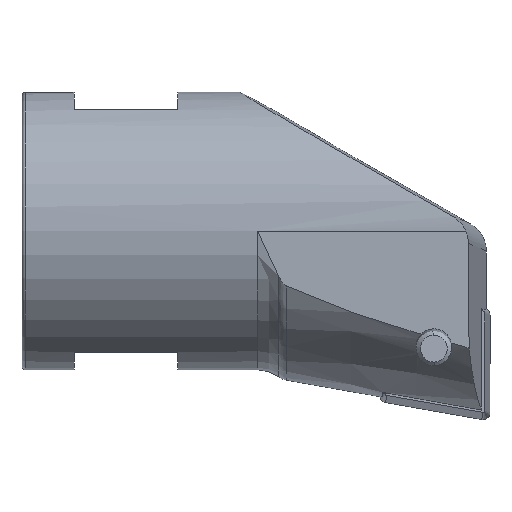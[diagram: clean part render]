
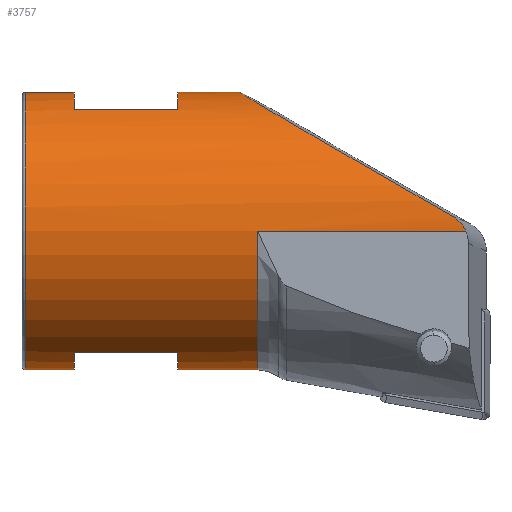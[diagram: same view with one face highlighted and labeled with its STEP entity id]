
A CAD part, front view. The second image highlights one B-rep face of the part: STEP entity #3757.
In plain terms, the highlighted cylindrical face has radius 8 mm (diameter 16 mm), a partial arc.
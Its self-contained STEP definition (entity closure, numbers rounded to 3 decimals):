
#45 = ORIENTED_EDGE ( 'NONE', *, *, #2333, .T. ) ;
#154 = CIRCLE ( 'NONE', #4167, 8. ) ;
#257 = CARTESIAN_POINT ( 'NONE',  ( -2.158, -7.954, 11.728 ) ) ;
#258 = CARTESIAN_POINT ( 'NONE',  ( -1.989, -7.965, 11.631 ) ) ;
#275 = B_SPLINE_CURVE_WITH_KNOTS ( 'NONE', 3,
 ( #2244, #3920, #924, #2958, #258, #1248 ),
 .UNSPECIFIED., .F., .F.,
 ( 4, 2, 4 ),
 ( 0., 0.001, 0.001 ),
 .UNSPECIFIED. ) ;
#286 = DIRECTION ( 'NONE',  ( 1., 0., 0. ) ) ;
#299 = CARTESIAN_POINT ( 'NONE',  ( -2.158, -7.954, 11.728 ) ) ;
#303 = CARTESIAN_POINT ( 'NONE',  ( -18., -3.873, 3.875 ) ) ;
#421 = DIRECTION ( 'NONE',  ( 0., 0., 1. ) ) ;
#447 = EDGE_CURVE ( 'NONE', #1815, #548, #1697, .T. ) ;
#458 = DIRECTION ( 'NONE',  ( 0., 0., 1. ) ) ;
#460 = VERTEX_POINT ( 'NONE', #3243 ) ;
#482 = ORIENTED_EDGE ( 'NONE', *, *, #3535, .T. ) ;
#521 = CYLINDRICAL_SURFACE ( 'NONE', #2057, 8. ) ;
#548 = VERTEX_POINT ( 'NONE', #2055 ) ;
#598 = CARTESIAN_POINT ( 'NONE',  ( -1.396, -8., 10.875 ) ) ;
#600 = CARTESIAN_POINT ( 'NONE',  ( -28.597, 0., 18.875 ) ) ;
#619 = ORIENTED_EDGE ( 'NONE', *, *, #3440, .F. ) ;
#654 = CARTESIAN_POINT ( 'NONE',  ( -14.411, 0., 18.875 ) ) ;
#761 = EDGE_CURVE ( 'NONE', #548, #1002, #2001, .T. ) ;
#793 = CARTESIAN_POINT ( 'NONE',  ( -28.597, 0., 10.875 ) ) ;
#804 = CARTESIAN_POINT ( 'NONE',  ( -24., 0., 2.875 ) ) ;
#837 = LINE ( 'NONE', #1133, #3367 ) ;
#896 = VECTOR ( 'NONE', #286, 1000. ) ;
#924 = CARTESIAN_POINT ( 'NONE',  ( -1.578, -7.994, 11.217 ) ) ;
#933 = ORIENTED_EDGE ( 'NONE', *, *, #1302, .T. ) ;
#958 = EDGE_CURVE ( 'NONE', #1410, #3776, #3497, .T. ) ;
#1002 = VERTEX_POINT ( 'NONE', #2623 ) ;
#1006 = EDGE_CURVE ( 'NONE', #2371, #1556, #2391, .T. ) ;
#1024 = VERTEX_POINT ( 'NONE', #303 ) ;
#1053 = VECTOR ( 'NONE', #2927, 1000. ) ;
#1133 = CARTESIAN_POINT ( 'NONE',  ( -15.171, -8., 10.875 ) ) ;
#1163 = EDGE_CURVE ( 'NONE', #1219, #2190, #154, .T. ) ;
#1177 = EDGE_CURVE ( 'NONE', #1556, #3310, #1244, .T. ) ;
#1219 = VERTEX_POINT ( 'NONE', #804 ) ;
#1244 = CIRCLE ( 'NONE', #3001, 8. ) ;
#1247 = CARTESIAN_POINT ( 'NONE',  ( -28.597, -3.873, 3.875 ) ) ;
#1248 = CARTESIAN_POINT ( 'NONE',  ( -2.158, -7.954, 11.728 ) ) ;
#1302 = EDGE_CURVE ( 'NONE', #1410, #460, #3262, .T. ) ;
#1323 = CARTESIAN_POINT ( 'NONE',  ( -24., 0., 10.875 ) ) ;
#1334 = ORIENTED_EDGE ( 'NONE', *, *, #1177, .F. ) ;
#1387 = CARTESIAN_POINT ( 'NONE',  ( -24., -3.873, 17.875 ) ) ;
#1409 = DIRECTION ( 'NONE',  ( -1., 0., 0. ) ) ;
#1410 = VERTEX_POINT ( 'NONE', #2879 ) ;
#1420 = DIRECTION ( 'NONE',  ( -1., 0., 0. ) ) ;
#1473 = DIRECTION ( 'NONE',  ( 0., 0., -1. ) ) ;
#1544 = AXIS2_PLACEMENT_3D ( 'NONE', #1748, #1777, #1792 ) ;
#1556 = VERTEX_POINT ( 'NONE', #2869 ) ;
#1566 = EDGE_CURVE ( 'NONE', #2664, #3310, #2432, .T. ) ;
#1567 = ORIENTED_EDGE ( 'NONE', *, *, #1006, .F. ) ;
#1580 = VECTOR ( 'NONE', #4273, 1000. ) ;
#1597 = ORIENTED_EDGE ( 'NONE', *, *, #761, .T. ) ;
#1697 = LINE ( 'NONE', #600, #1580 ) ;
#1748 = CARTESIAN_POINT ( 'NONE',  ( -18., 0., 10.875 ) ) ;
#1763 = FACE_OUTER_BOUND ( 'NONE', #2625, .T. ) ;
#1771 =( BOUNDED_CURVE ( )  B_SPLINE_CURVE ( 3, ( #654, #3266, #2309, #299 ),
 .UNSPECIFIED., .F., .T. ) 
 B_SPLINE_CURVE_WITH_KNOTS ( ( 4, 4 ),
 ( 6.265, 7.729 ),
 .UNSPECIFIED. ) 
 CURVE ( )  GEOMETRIC_REPRESENTATION_ITEM ( )  RATIONAL_B_SPLINE_CURVE ( ( 1., 0.829, 0.829, 1. ) ) 
 REPRESENTATION_ITEM ( '' )  );
#1775 = DIRECTION ( 'NONE',  ( 0., 0., 1. ) ) ;
#1777 = DIRECTION ( 'NONE',  ( 1., 0., 0. ) ) ;
#1792 = DIRECTION ( 'NONE',  ( 0., 0., -1. ) ) ;
#1815 = VERTEX_POINT ( 'NONE', #3646 ) ;
#1824 = DIRECTION ( 'NONE',  ( -1., 0., 0. ) ) ;
#1858 = ORIENTED_EDGE ( 'NONE', *, *, #1566, .T. ) ;
#1971 = CARTESIAN_POINT ( 'NONE',  ( -28.597, -3.873, 17.875 ) ) ;
#2001 = CIRCLE ( 'NONE', #2924, 8. ) ;
#2037 = ORIENTED_EDGE ( 'NONE', *, *, #2998, .F. ) ;
#2055 = CARTESIAN_POINT ( 'NONE',  ( -26.8, 0., 18.875 ) ) ;
#2057 = AXIS2_PLACEMENT_3D ( 'NONE', #793, #1409, #421 ) ;
#2151 = CARTESIAN_POINT ( 'NONE',  ( -26.8, 0., 10.875 ) ) ;
#2184 = AXIS2_PLACEMENT_3D ( 'NONE', #2493, #3167, #3527 ) ;
#2190 = VERTEX_POINT ( 'NONE', #3622 ) ;
#2240 = DIRECTION ( 'NONE',  ( -1., 0., 0. ) ) ;
#2244 = CARTESIAN_POINT ( 'NONE',  ( -1.396, -8., 10.875 ) ) ;
#2309 = CARTESIAN_POINT ( 'NONE',  ( -9.62, -7.496, 16.002 ) ) ;
#2332 = DIRECTION ( 'NONE',  ( 1., 0., 0. ) ) ;
#2333 = EDGE_CURVE ( 'NONE', #1024, #3776, #3473, .T. ) ;
#2371 = VERTEX_POINT ( 'NONE', #1387 ) ;
#2391 = LINE ( 'NONE', #1971, #3960 ) ;
#2397 = CARTESIAN_POINT ( 'NONE',  ( -18., 0., 10.875 ) ) ;
#2432 = LINE ( 'NONE', #2564, #3207 ) ;
#2441 = CARTESIAN_POINT ( 'NONE',  ( -24., 0., 10.875 ) ) ;
#2442 = ORIENTED_EDGE ( 'NONE', *, *, #2761, .T. ) ;
#2493 = CARTESIAN_POINT ( 'NONE',  ( -13.4, 0., 10.875 ) ) ;
#2564 = CARTESIAN_POINT ( 'NONE',  ( -28.597, 0., 18.875 ) ) ;
#2623 = CARTESIAN_POINT ( 'NONE',  ( -26.8, 0., 2.875 ) ) ;
#2625 = EDGE_LOOP ( 'NONE', ( #3830, #933, #619, #482, #3489, #1858, #1334, #1567, #3468, #2841, #1597, #2037, #3746, #2442, #45 ) ) ;
#2664 = VERTEX_POINT ( 'NONE', #4173 ) ;
#2761 = EDGE_CURVE ( 'NONE', #2190, #1024, #4089, .T. ) ;
#2841 = ORIENTED_EDGE ( 'NONE', *, *, #447, .T. ) ;
#2846 = VERTEX_POINT ( 'NONE', #257 ) ;
#2852 = LINE ( 'NONE', #3329, #3533 ) ;
#2869 = CARTESIAN_POINT ( 'NONE',  ( -18., -3.873, 17.875 ) ) ;
#2879 = CARTESIAN_POINT ( 'NONE',  ( -13.4, 0., 2.875 ) ) ;
#2924 = AXIS2_PLACEMENT_3D ( 'NONE', #2151, #4139, #1473 ) ;
#2927 = DIRECTION ( 'NONE',  ( -1., 0., 0. ) ) ;
#2958 = CARTESIAN_POINT ( 'NONE',  ( -1.838, -7.976, 11.508 ) ) ;
#2996 = DIRECTION ( 'NONE',  ( 0., 0., -1. ) ) ;
#2998 = EDGE_CURVE ( 'NONE', #1219, #1002, #2852, .T. ) ;
#3001 = AXIS2_PLACEMENT_3D ( 'NONE', #2397, #1420, #1775 ) ;
#3049 = EDGE_CURVE ( 'NONE', #1815, #2371, #3415, .T. ) ;
#3167 = DIRECTION ( 'NONE',  ( -1., 0., 0. ) ) ;
#3207 = VECTOR ( 'NONE', #2240, 1000. ) ;
#3243 = CARTESIAN_POINT ( 'NONE',  ( -13.4, -8., 10.875 ) ) ;
#3262 = CIRCLE ( 'NONE', #2184, 8. ) ;
#3266 = CARTESIAN_POINT ( 'NONE',  ( -14.545, -4.299, 18.875 ) ) ;
#3310 = VERTEX_POINT ( 'NONE', #3988 ) ;
#3329 = CARTESIAN_POINT ( 'NONE',  ( -28.597, 0., 2.875 ) ) ;
#3367 = VECTOR ( 'NONE', #4110, 1000. ) ;
#3388 = DIRECTION ( 'NONE',  ( -1., 0., 0. ) ) ;
#3415 = CIRCLE ( 'NONE', #3883, 8. ) ;
#3440 = EDGE_CURVE ( 'NONE', #3562, #460, #837, .T. ) ;
#3468 = ORIENTED_EDGE ( 'NONE', *, *, #3049, .F. ) ;
#3473 = CIRCLE ( 'NONE', #1544, 8. ) ;
#3489 = ORIENTED_EDGE ( 'NONE', *, *, #4104, .F. ) ;
#3497 = LINE ( 'NONE', #3975, #1053 ) ;
#3527 = DIRECTION ( 'NONE',  ( 0., 0., 1. ) ) ;
#3533 = VECTOR ( 'NONE', #3388, 1000. ) ;
#3535 = EDGE_CURVE ( 'NONE', #3562, #2846, #275, .T. ) ;
#3562 = VERTEX_POINT ( 'NONE', #598 ) ;
#3622 = CARTESIAN_POINT ( 'NONE',  ( -24., -3.873, 3.875 ) ) ;
#3646 = CARTESIAN_POINT ( 'NONE',  ( -24., 0., 18.875 ) ) ;
#3650 = DIRECTION ( 'NONE',  ( 1., 0., 0. ) ) ;
#3729 = CARTESIAN_POINT ( 'NONE',  ( -18., 0., 2.875 ) ) ;
#3746 = ORIENTED_EDGE ( 'NONE', *, *, #1163, .T. ) ;
#3757 = ADVANCED_FACE ( 'NONE', ( #1763 ), #521, .T. ) ;
#3776 = VERTEX_POINT ( 'NONE', #3729 ) ;
#3830 = ORIENTED_EDGE ( 'NONE', *, *, #958, .F. ) ;
#3883 = AXIS2_PLACEMENT_3D ( 'NONE', #1323, #2332, #2996 ) ;
#3920 = CARTESIAN_POINT ( 'NONE',  ( -1.474, -8., 11.055 ) ) ;
#3960 = VECTOR ( 'NONE', #3650, 1000. ) ;
#3975 = CARTESIAN_POINT ( 'NONE',  ( -28.597, 0., 2.875 ) ) ;
#3988 = CARTESIAN_POINT ( 'NONE',  ( -18., 0., 18.875 ) ) ;
#4089 = LINE ( 'NONE', #1247, #896 ) ;
#4104 = EDGE_CURVE ( 'NONE', #2664, #2846, #1771, .T. ) ;
#4110 = DIRECTION ( 'NONE',  ( -1., 0., 0. ) ) ;
#4139 = DIRECTION ( 'NONE',  ( 1., 0., 0. ) ) ;
#4167 = AXIS2_PLACEMENT_3D ( 'NONE', #2441, #1824, #458 ) ;
#4173 = CARTESIAN_POINT ( 'NONE',  ( -14.411, 0., 18.875 ) ) ;
#4273 = DIRECTION ( 'NONE',  ( -1., 0., 0. ) ) ;
